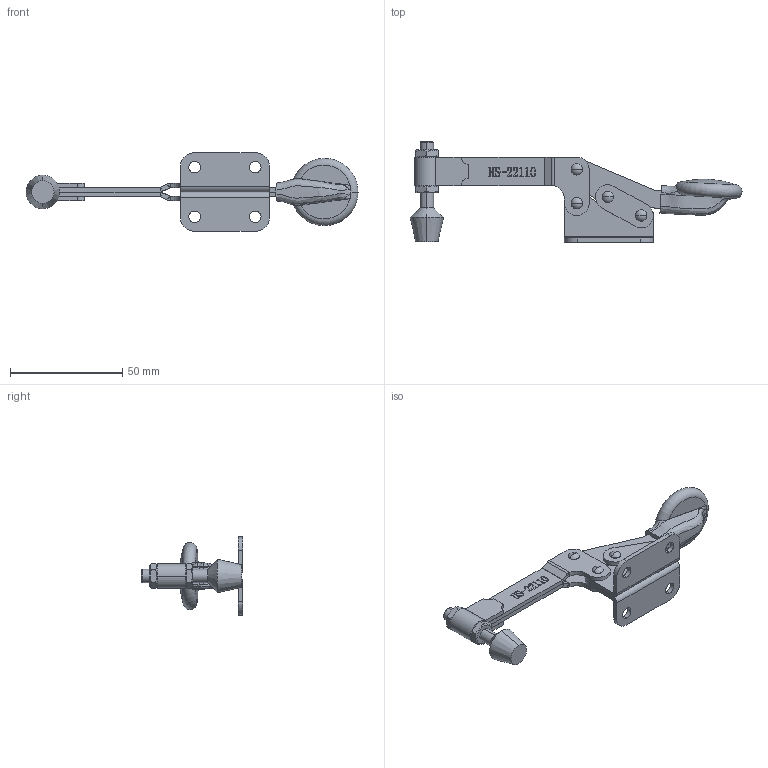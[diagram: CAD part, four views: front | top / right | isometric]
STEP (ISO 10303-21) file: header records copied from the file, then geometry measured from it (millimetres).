
FILE_DESCRIPTION (( 'STEP AP203' ), '1' );
FILE_NAME ('HS-22110 .STEP', '2019-10-05T01:01:33', ( '微软用户' ), ( '微软中国' ), 'SwSTEP 2.0', 'SolidWorks 2012', '' );
FILE_SCHEMA (( 'CONFIG_CONTROL_DESIGN' ));
Length unit declared in the file: millimetre
Products named in the file (13): HS-22110  ; hex thin nuts-grades ab-chamfered gb_GB_FASTENER_NUT_STNAB M6-N; hexagon head bolts-full thread gb_GB_FASTENER_BOLT_STBAB A M6X40-C; 揤輸; 揤參酘; 揤參衵; 种; 忒梟; 忒參; 蟀裝; 標; 楊擘菁釱酘; 楊擘菁釱衵
Assembly tree (18 placements, depth 2):
  HS-22110  
    楊擘菁釱衵
    楊擘菁釱酘
    標
    蟀裝  x2
    忒參
    忒梟  x2
    种  x4
    揤參衵
    揤參酘
    揤輸
    hexagon head bolts-full thread gb_GB_FASTENER_BOLT_STBAB A M6X40-C
    hex thin nuts-grades ab-chamfered gb_GB_FASTENER_NUT_STNAB M6-N  x2
Bounding box: 148.03 x 45.05 x 34.9 mm (x, y, z)
Volume: 23152.6 mm3; surface area: 21851.8 mm2
Topology: 18 solids, 18 shells, 684 faces, 1741 edges, 1125 vertices
Faces by surface type: plane 360, bspline 145, cylinder 121, cone 30, torus 18, sphere 10
Entity records: 29007 total; most frequent: CARTESIAN_POINT 13558, ORIENTED_EDGE 3116, DIRECTION 2422, EDGE_CURVE 1558, VERTEX_POINT 1008, VECTOR 998, LINE 998, AXIS2_PLACEMENT_3D 712
